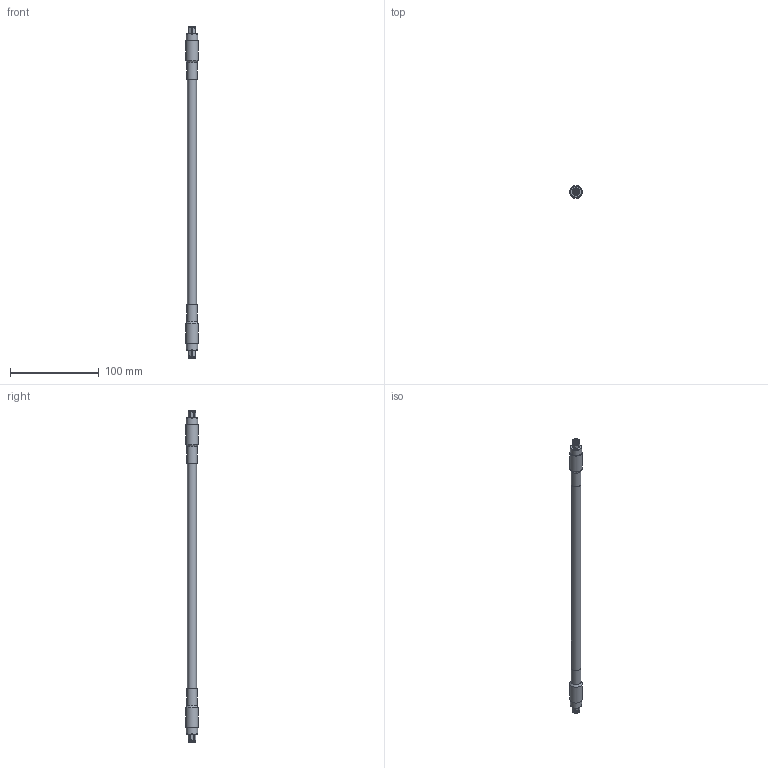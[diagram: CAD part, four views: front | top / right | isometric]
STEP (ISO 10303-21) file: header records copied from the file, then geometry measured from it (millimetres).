
FILE_DESCRIPTION (( 'STEP AP203' ), '1' );
FILE_NAME ('PE3C2036_3D.step', '2022-02-21T22:19:44', ( '' ), ( '' ), 'SwSTEP 2.0', 'SolidWorks 2021', '' );
FILE_SCHEMA (( 'CONFIG_CONTROL_DESIGN' ));
Length unit declared in the file: inch
Products named in the file (3): PE3C2036_3D; LMR-400^PE3C2036_LMR-400; TC-400-SM-X^PE3C2036_HeatShrink
Assembly tree (3 placements, depth 2):
  PE3C2036_3D
    LMR-400^PE3C2036_LMR-400
    TC-400-SM-X^PE3C2036_HeatShrink  x2
Bounding box: 13.92 x 13.92 x 374.66 mm (x, y, z)
Volume: 35084.3 mm3; surface area: 14118.5 mm2
Topology: 5 solids, 5 shells, 99 faces, 249 edges, 172 vertices
Faces by surface type: cylinder 43, plane 34, cone 12, bspline 10
Full cylindrical faces by diameter (mm): 0.94 x2, 1.194 x2, 4.445 x2, 5.334 x2, 6.35 x12, 7.762 x2, 10.287 x1, 11.303 x2, 12.705 x2, 13.924 x2
Entity records: 3708 total; most frequent: CARTESIAN_POINT 2420, ORIENTED_EDGE 198, DIRECTION 178, EDGE_CURVE 99, AXIS2_PLACEMENT_3D 83, VERTEX_POINT 83, EDGE_LOOP 68, FACE_OUTER_BOUND 57
